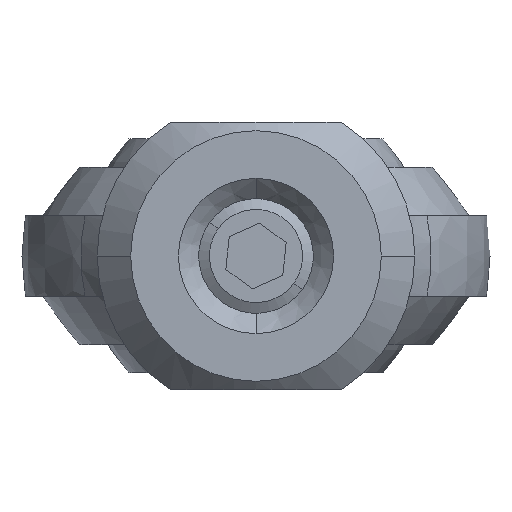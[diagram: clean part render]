
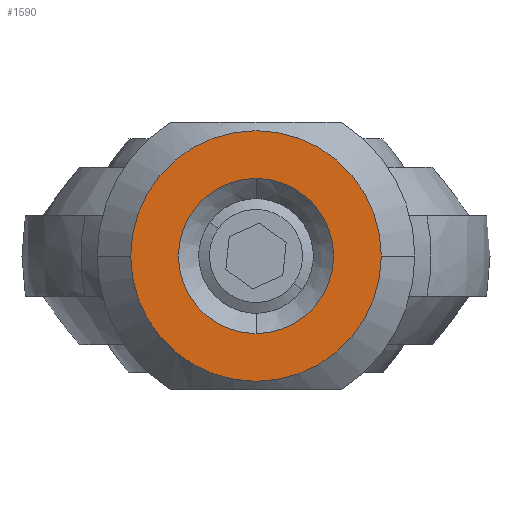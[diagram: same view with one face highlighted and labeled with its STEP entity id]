
A CAD part, front view. The second image highlights one B-rep face of the part: STEP entity #1590.
In plain terms, the highlighted planar face has unit normal (0, -1, 0).
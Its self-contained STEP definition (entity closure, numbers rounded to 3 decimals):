
#113 = CARTESIAN_POINT ( 'NONE',  ( 3.281, -21., 0. ) ) ;
#164 = FACE_BOUND ( 'NONE', #1618, .T. ) ;
#182 = EDGE_CURVE ( 'NONE', #1251, #2190, #996, .T. ) ;
#183 = CARTESIAN_POINT ( 'NONE',  ( -3.281, -21., 0. ) ) ;
#233 = EDGE_CURVE ( 'NONE', #2190, #1251, #2020, .T. ) ;
#249 = VERTEX_POINT ( 'NONE', #905 ) ;
#253 = DIRECTION ( 'NONE',  ( 0., 1., 0. ) ) ;
#379 = CARTESIAN_POINT ( 'NONE',  ( 0., -21., 0. ) ) ;
#396 = AXIS2_PLACEMENT_3D ( 'NONE', #113, #2157, #1299 ) ;
#411 = EDGE_CURVE ( 'NONE', #1777, #249, #1874, .T. ) ;
#479 = CARTESIAN_POINT ( 'NONE',  ( 0., -21., -2.031 ) ) ;
#520 = EDGE_CURVE ( 'NONE', #249, #1777, #1823, .T. ) ;
#572 = DIRECTION ( 'NONE',  ( 0., 0., 1. ) ) ;
#606 = EDGE_LOOP ( 'NONE', ( #797, #1546 ) ) ;
#722 = ORIENTED_EDGE ( 'NONE', *, *, #411, .T. ) ;
#723 = DIRECTION ( 'NONE',  ( 0., -1., 0. ) ) ;
#767 = AXIS2_PLACEMENT_3D ( 'NONE', #379, #1757, #1241 ) ;
#797 = ORIENTED_EDGE ( 'NONE', *, *, #182, .T. ) ;
#880 = AXIS2_PLACEMENT_3D ( 'NONE', #1263, #253, #572 ) ;
#905 = CARTESIAN_POINT ( 'NONE',  ( 0., -21., 2.031 ) ) ;
#956 = PLANE ( 'NONE',  #396 ) ;
#973 = CARTESIAN_POINT ( 'NONE',  ( 3.281, -21., 0. ) ) ;
#996 = CIRCLE ( 'NONE', #1719, 3.281 ) ;
#1072 = ORIENTED_EDGE ( 'NONE', *, *, #520, .T. ) ;
#1106 = AXIS2_PLACEMENT_3D ( 'NONE', #2029, #1843, #1321 ) ;
#1241 = DIRECTION ( 'NONE',  ( 0., 0., -1. ) ) ;
#1249 = DIRECTION ( 'NONE',  ( 0., 0., -1. ) ) ;
#1251 = VERTEX_POINT ( 'NONE', #973 ) ;
#1263 = CARTESIAN_POINT ( 'NONE',  ( 0., -21., 0. ) ) ;
#1299 = DIRECTION ( 'NONE',  ( 0., 0., 1. ) ) ;
#1321 = DIRECTION ( 'NONE',  ( 0., 0., 1. ) ) ;
#1546 = ORIENTED_EDGE ( 'NONE', *, *, #233, .T. ) ;
#1590 = ADVANCED_FACE ( 'NONE', ( #164, #1750 ), #956, .F. ) ;
#1618 = EDGE_LOOP ( 'NONE', ( #722, #1072 ) ) ;
#1719 = AXIS2_PLACEMENT_3D ( 'NONE', #1912, #723, #1249 ) ;
#1750 = FACE_OUTER_BOUND ( 'NONE', #606, .T. ) ;
#1757 = DIRECTION ( 'NONE',  ( 0., -1., 0. ) ) ;
#1777 = VERTEX_POINT ( 'NONE', #479 ) ;
#1823 = CIRCLE ( 'NONE', #880, 2.031 ) ;
#1843 = DIRECTION ( 'NONE',  ( 0., 1., 0. ) ) ;
#1874 = CIRCLE ( 'NONE', #1106, 2.031 ) ;
#1912 = CARTESIAN_POINT ( 'NONE',  ( 0., -21., 0. ) ) ;
#2020 = CIRCLE ( 'NONE', #767, 3.281 ) ;
#2029 = CARTESIAN_POINT ( 'NONE',  ( 0., -21., 0. ) ) ;
#2157 = DIRECTION ( 'NONE',  ( 0., 1., 0. ) ) ;
#2190 = VERTEX_POINT ( 'NONE', #183 ) ;
